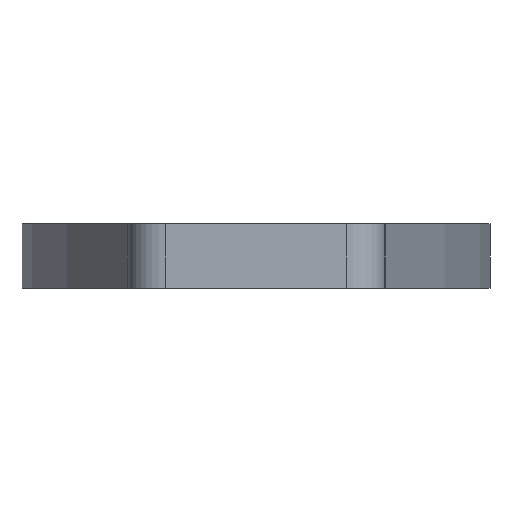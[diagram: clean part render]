
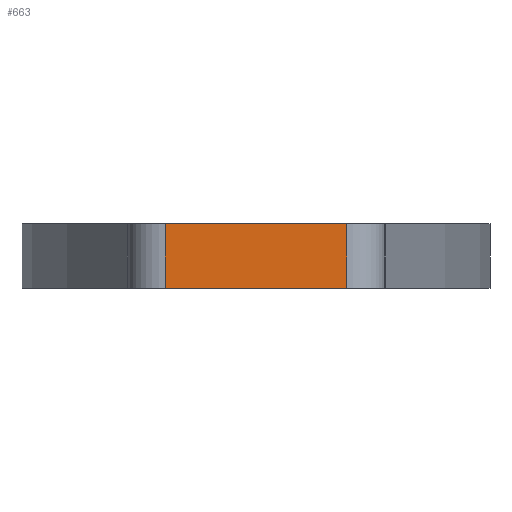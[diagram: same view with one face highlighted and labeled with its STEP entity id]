
A CAD part, front view. The second image highlights one B-rep face of the part: STEP entity #663.
In plain terms, the highlighted planar face has unit normal (0, -1, 0).
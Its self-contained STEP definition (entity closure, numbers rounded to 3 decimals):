
#35=PLANE('',#701);
#40=LINE('',#1378,#70);
#45=LINE('',#1795,#75);
#57=LINE('',#2198,#87);
#58=LINE('',#2200,#88);
#70=VECTOR('',#714,10.);
#75=VECTOR('',#733,10.);
#87=VECTOR('',#755,10.);
#88=VECTOR('',#758,10.);
#179=FACE_OUTER_BOUND('',#219,.T.);
#219=EDGE_LOOP('',(#593,#594,#595,#596));
#286=VERTEX_POINT('',#1375);
#287=VERTEX_POINT('',#1377);
#314=VERTEX_POINT('',#1792);
#315=VERTEX_POINT('',#1794);
#357=EDGE_CURVE('',#286,#287,#40,.T.);
#391=EDGE_CURVE('',#315,#314,#45,.T.);
#419=EDGE_CURVE('',#314,#287,#57,.T.);
#420=EDGE_CURVE('',#315,#286,#58,.T.);
#593=ORIENTED_EDGE('',*,*,#391,.T.);
#594=ORIENTED_EDGE('',*,*,#419,.T.);
#595=ORIENTED_EDGE('',*,*,#357,.F.);
#596=ORIENTED_EDGE('',*,*,#420,.F.);
#663=ADVANCED_FACE('',(#179),#35,.T.);
#701=AXIS2_PLACEMENT_3D('',#2199,#756,#757);
#714=DIRECTION('',(-1.,0.,0.));
#733=DIRECTION('',(-1.,0.,0.));
#755=DIRECTION('',(0.,0.,-1.));
#756=DIRECTION('center_axis',(0.,-1.,0.));
#757=DIRECTION('ref_axis',(-1.,0.,0.));
#758=DIRECTION('',(0.,0.,-1.));
#1375=CARTESIAN_POINT('',(170.3,0.,0.));
#1377=CARTESIAN_POINT('',(134.5,0.,0.));
#1378=CARTESIAN_POINT('',(178.,0.,0.));
#1792=CARTESIAN_POINT('',(134.5,0.,12.7));
#1794=CARTESIAN_POINT('',(170.3,0.,12.7));
#1795=CARTESIAN_POINT('',(178.,0.,12.7));
#2198=CARTESIAN_POINT('',(134.5,0.,12.7));
#2199=CARTESIAN_POINT('Origin',(170.3,0.,12.7));
#2200=CARTESIAN_POINT('',(170.3,0.,12.7));
